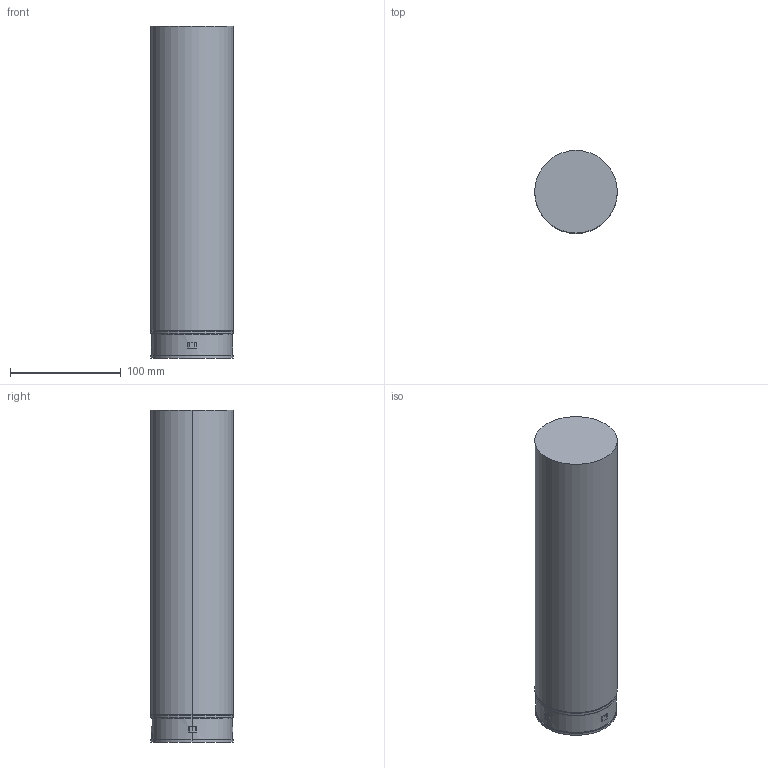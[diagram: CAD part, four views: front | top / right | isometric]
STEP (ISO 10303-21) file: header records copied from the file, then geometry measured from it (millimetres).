
FILE_DESCRIPTION (( 'STEP AP203' ), '1' );
FILE_NAME ('31106_Default_sldprt.STEP', '2025-12-17T08:34:06', ( '' ), ( '' ), 'SwSTEP 2.0', 'SolidWorks 2020', '' );
FILE_SCHEMA (( 'CONFIG_CONTROL_DESIGN' ));
Length unit declared in the file: centimetre
Products named in the file (1): 31106_Default_sldprt
Bounding box: 74.5 x 74.5 x 299.5 mm (x, y, z)
Volume: 1300766.7 mm3; surface area: 79072.8 mm2
Topology: 1 solids, 1 shells, 50 faces, 115 edges, 74 vertices
Faces by surface type: cylinder 25, plane 17, bspline 4, cone 4
Entity records: 1886 total; most frequent: CARTESIAN_POINT 634, DIRECTION 271, ORIENTED_EDGE 230, AXIS2_PLACEMENT_3D 115, EDGE_CURVE 115, VERTEX_POINT 74, CIRCLE 68, EDGE_LOOP 57
